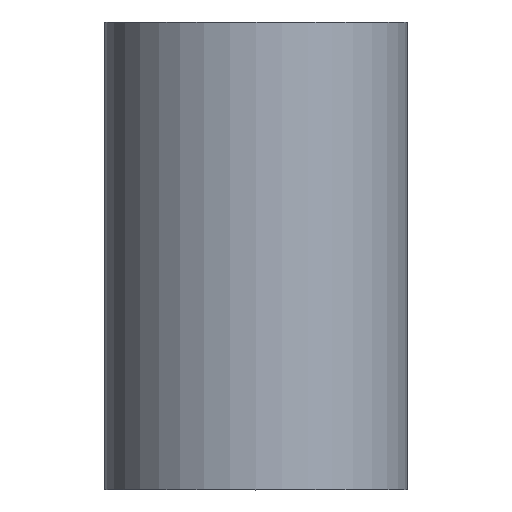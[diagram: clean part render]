
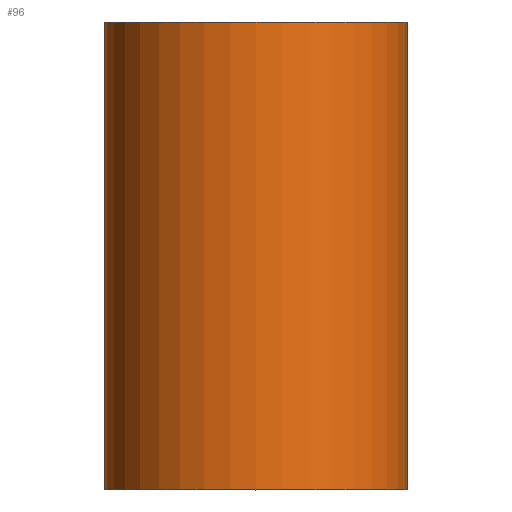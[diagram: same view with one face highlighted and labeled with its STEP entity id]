
A CAD part, top view. The second image highlights one B-rep face of the part: STEP entity #96.
In plain terms, the highlighted cylindrical face has radius 5.5 mm (diameter 11 mm), a full revolution.
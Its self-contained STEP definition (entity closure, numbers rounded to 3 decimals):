
#30=FACE_OUTER_BOUND('',#37,.T.);
#37=EDGE_LOOP('',(#82,#83,#84,#85));
#44=LINE('',#191,#47);
#47=VECTOR('',#161,5.5);
#50=CIRCLE('',#126,5.5);
#53=CIRCLE('',#131,5.5);
#59=VERTEX_POINT('',#180);
#62=VERTEX_POINT('',#189);
#66=EDGE_CURVE('',#59,#59,#50,.T.);
#70=EDGE_CURVE('',#62,#62,#53,.T.);
#71=EDGE_CURVE('',#62,#59,#44,.T.);
#82=ORIENTED_EDGE('',*,*,#70,.F.);
#83=ORIENTED_EDGE('',*,*,#71,.T.);
#84=ORIENTED_EDGE('',*,*,#66,.F.);
#85=ORIENTED_EDGE('',*,*,#71,.F.);
#92=CYLINDRICAL_SURFACE('',#130,5.5);
#96=ADVANCED_FACE('',(#30),#92,.T.);
#126=AXIS2_PLACEMENT_3D('',#181,#148,#149);
#130=AXIS2_PLACEMENT_3D('',#188,#157,#158);
#131=AXIS2_PLACEMENT_3D('',#190,#159,#160);
#148=DIRECTION('center_axis',(0.,-1.,0.));
#149=DIRECTION('ref_axis',(-1.,0.,0.));
#157=DIRECTION('center_axis',(0.,1.,0.));
#158=DIRECTION('ref_axis',(-1.,0.,0.));
#159=DIRECTION('center_axis',(0.,1.,0.));
#160=DIRECTION('ref_axis',(-1.,0.,0.));
#161=DIRECTION('',(0.,-1.,0.));
#180=CARTESIAN_POINT('',(5.5,-15.,0.));
#181=CARTESIAN_POINT('Origin',(0.,-15.,0.));
#188=CARTESIAN_POINT('Origin',(0.,0.,0.));
#189=CARTESIAN_POINT('',(5.5,2.,0.));
#190=CARTESIAN_POINT('Origin',(0.,2.,0.));
#191=CARTESIAN_POINT('',(5.5,0.,0.));
